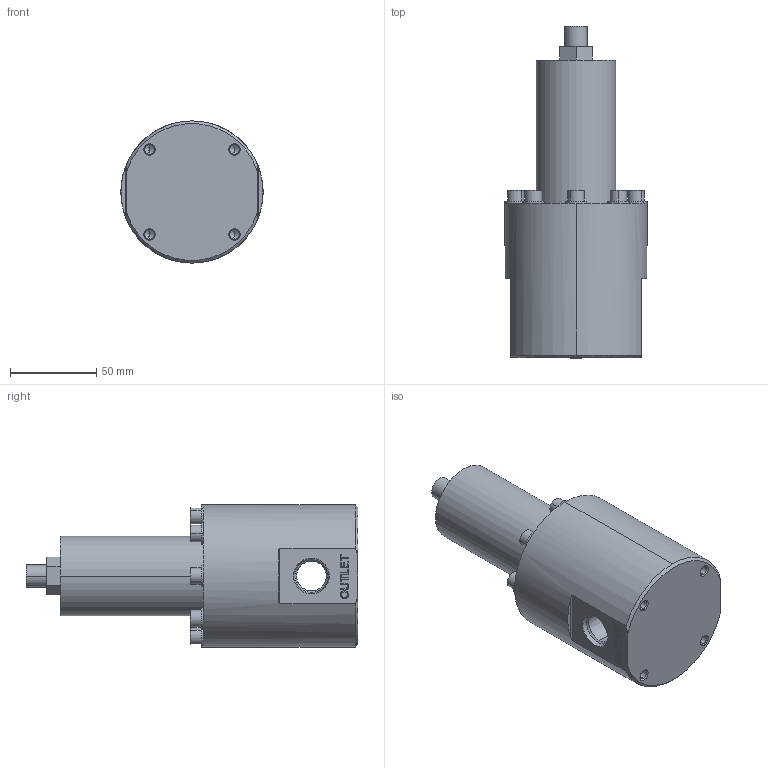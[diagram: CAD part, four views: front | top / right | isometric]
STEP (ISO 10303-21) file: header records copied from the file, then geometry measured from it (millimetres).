
FILE_DESCRIPTION (( 'STEP AP203' ), '1' );
FILE_NAME ('12009000 0.STEP', '2015-10-15T21:37:41', ( '' ), ( '' ), 'SwSTEP 2.0', 'SolidWorks 2015', '' );
FILE_SCHEMA (( 'CONFIG_CONTROL_DESIGN' ));
Length unit declared in the file: inch
Products named in the file (1): 12009000 0
Bounding box: 82.55 x 192.65 x 82.55 mm (x, y, z)
Volume: 602341.6 mm3; surface area: 53576 mm2
Topology: 1 solids, 3 shells, 214 faces, 528 edges, 340 vertices
Faces by surface type: plane 124, cylinder 50, cone 26, bspline 12, torus 2
Entity records: 7417 total; most frequent: CARTESIAN_POINT 2283, ORIENTED_EDGE 1040, DIRECTION 1024, EDGE_CURVE 520, LINE 350, VECTOR 350, VERTEX_POINT 340, AXIS2_PLACEMENT_3D 337
